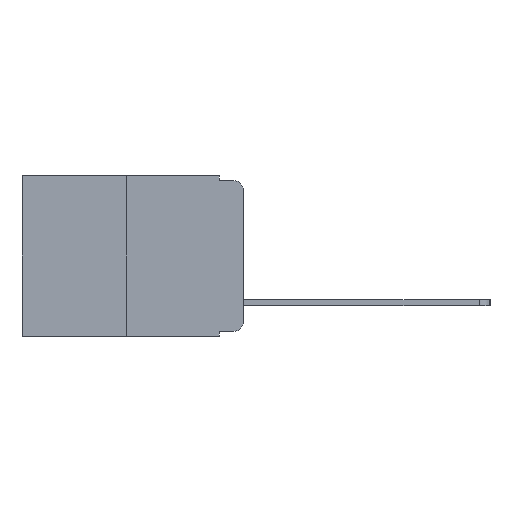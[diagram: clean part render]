
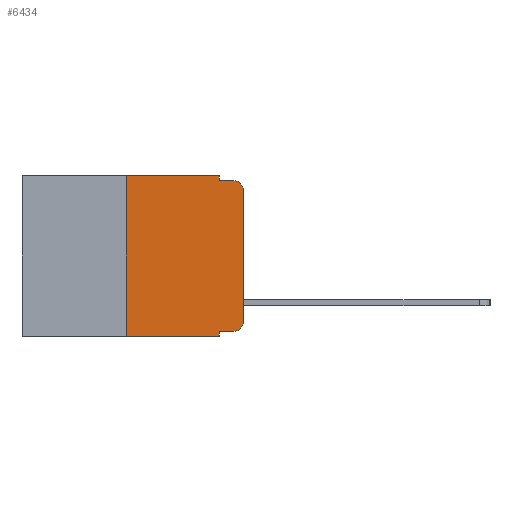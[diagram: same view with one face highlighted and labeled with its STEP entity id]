
A CAD part, left-side view. The second image highlights one B-rep face of the part: STEP entity #6434.
In plain terms, the highlighted planar face has unit normal (-1, 0, 0).
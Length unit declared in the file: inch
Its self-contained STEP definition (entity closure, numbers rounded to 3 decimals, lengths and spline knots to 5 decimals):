
#68 = LINE ( 'NONE', #21882, #14418 ) ;
#83 = VECTOR ( 'NONE', #5758, 39.37008 ) ;
#871 = DIRECTION ( 'NONE',  ( 0., 0., 1. ) ) ;
#1093 = DIRECTION ( 'NONE',  ( 0., 0., 1. ) ) ;
#1232 = DIRECTION ( 'NONE',  ( 0., 0., -1. ) ) ;
#1342 = DIRECTION ( 'NONE',  ( 0., 0., -1. ) ) ;
#1743 = LINE ( 'NONE', #5149, #19708 ) ;
#1778 = ORIENTED_EDGE ( 'NONE', *, *, #4917, .T. ) ;
#2051 = ORIENTED_EDGE ( 'NONE', *, *, #21334, .F. ) ;
#2555 = DIRECTION ( 'NONE',  ( 1., 0., 0. ) ) ;
#2826 = ORIENTED_EDGE ( 'NONE', *, *, #3691, .F. ) ;
#2872 = VERTEX_POINT ( 'NONE', #3194 ) ;
#3194 = CARTESIAN_POINT ( 'NONE',  ( 0., 0.051, -0.333 ) ) ;
#3310 = CIRCLE ( 'NONE', #5027, 0.02 ) ;
#3407 = ORIENTED_EDGE ( 'NONE', *, *, #8608, .T. ) ;
#3691 = EDGE_CURVE ( 'NONE', #17484, #20384, #14431, .T. ) ;
#3906 = CARTESIAN_POINT ( 'NONE',  ( 0., 0.051, -0.01 ) ) ;
#4752 = CIRCLE ( 'NONE', #18140, 0.02 ) ;
#4917 = EDGE_CURVE ( 'NONE', #15230, #20384, #3310, .T. ) ;
#5027 = AXIS2_PLACEMENT_3D ( 'NONE', #22087, #12263, #1342 ) ;
#5149 = CARTESIAN_POINT ( 'NONE',  ( 0., 0.051, 0. ) ) ;
#5189 = DIRECTION ( 'NONE',  ( 0., -1., 0. ) ) ;
#5549 = EDGE_CURVE ( 'NONE', #21949, #9993, #7336, .T. ) ;
#5758 = DIRECTION ( 'NONE',  ( 0., -1., 0. ) ) ;
#6306 = EDGE_LOOP ( 'NONE', ( #3407, #1778, #2826, #2051, #7057, #15595, #13008, #6560, #6620, #8761 ) ) ;
#6335 = VERTEX_POINT ( 'NONE', #11351 ) ;
#6434 = ADVANCED_FACE ( 'NONE', ( #11998 ), #8069, .F. ) ;
#6560 = ORIENTED_EDGE ( 'NONE', *, *, #19142, .F. ) ;
#6620 = ORIENTED_EDGE ( 'NONE', *, *, #16942, .T. ) ;
#7001 = DIRECTION ( 'NONE',  ( 0., 0., -1. ) ) ;
#7024 = CARTESIAN_POINT ( 'NONE',  ( 0., 0.25, -0.343 ) ) ;
#7057 = ORIENTED_EDGE ( 'NONE', *, *, #11020, .F. ) ;
#7336 = LINE ( 'NONE', #14243, #20247 ) ;
#7950 = VERTEX_POINT ( 'NONE', #8026 ) ;
#8026 = CARTESIAN_POINT ( 'NONE',  ( 0., 0.051, 0. ) ) ;
#8069 = PLANE ( 'NONE',  #21179 ) ;
#8608 = EDGE_CURVE ( 'NONE', #10584, #15230, #16359, .T. ) ;
#8761 = ORIENTED_EDGE ( 'NONE', *, *, #15806, .T. ) ;
#8970 = CARTESIAN_POINT ( 'NONE',  ( 0., 0.02, -0.01 ) ) ;
#8974 = CARTESIAN_POINT ( 'NONE',  ( 0., 0., -0.03 ) ) ;
#9993 = VERTEX_POINT ( 'NONE', #16463 ) ;
#10584 = VERTEX_POINT ( 'NONE', #18690 ) ;
#10770 = LINE ( 'NONE', #13867, #11331 ) ;
#11020 = EDGE_CURVE ( 'NONE', #21931, #7950, #21145, .T. ) ;
#11331 = VECTOR ( 'NONE', #5189, 39.37008 ) ;
#11351 = CARTESIAN_POINT ( 'NONE',  ( 0., 0.02, -0.333 ) ) ;
#11489 = CARTESIAN_POINT ( 'NONE',  ( 0., 0.473, 0. ) ) ;
#11648 = CARTESIAN_POINT ( 'NONE',  ( 0., 0.473, 0. ) ) ;
#11826 = VECTOR ( 'NONE', #12207, 39.37008 ) ;
#11998 = FACE_OUTER_BOUND ( 'NONE', #6306, .T. ) ;
#12165 = DIRECTION ( 'NONE',  ( -1., 0., 0. ) ) ;
#12207 = DIRECTION ( 'NONE',  ( 0., 0., -1. ) ) ;
#12263 = DIRECTION ( 'NONE',  ( -1., 0., 0. ) ) ;
#12932 = VECTOR ( 'NONE', #16457, 39.37008 ) ;
#13008 = ORIENTED_EDGE ( 'NONE', *, *, #5549, .T. ) ;
#13867 = CARTESIAN_POINT ( 'NONE',  ( 0., 0.051, -0.333 ) ) ;
#14243 = CARTESIAN_POINT ( 'NONE',  ( 0., 0.473, -0.343 ) ) ;
#14418 = VECTOR ( 'NONE', #1093, 39.37008 ) ;
#14431 = LINE ( 'NONE', #3906, #83 ) ;
#14924 = DIRECTION ( 'NONE',  ( 0., 0., -1. ) ) ;
#15230 = VERTEX_POINT ( 'NONE', #8974 ) ;
#15595 = ORIENTED_EDGE ( 'NONE', *, *, #20228, .F. ) ;
#15806 = EDGE_CURVE ( 'NONE', #6335, #10584, #4752, .T. ) ;
#16158 = LINE ( 'NONE', #17094, #11826 ) ;
#16359 = LINE ( 'NONE', #21764, #20211 ) ;
#16457 = DIRECTION ( 'NONE',  ( 0., -1., 0. ) ) ;
#16463 = CARTESIAN_POINT ( 'NONE',  ( 0., 0.051, -0.343 ) ) ;
#16942 = EDGE_CURVE ( 'NONE', #2872, #6335, #10770, .T. ) ;
#17094 = CARTESIAN_POINT ( 'NONE',  ( 0., 0.051, 0. ) ) ;
#17141 = CARTESIAN_POINT ( 'NONE',  ( 0., 0.25, 0. ) ) ;
#17484 = VERTEX_POINT ( 'NONE', #21750 ) ;
#17594 = DIRECTION ( 'NONE',  ( 0., -1., 0. ) ) ;
#18140 = AXIS2_PLACEMENT_3D ( 'NONE', #21981, #12165, #1232 ) ;
#18690 = CARTESIAN_POINT ( 'NONE',  ( 0., 0., -0.313 ) ) ;
#19142 = EDGE_CURVE ( 'NONE', #2872, #9993, #1743, .T. ) ;
#19708 = VECTOR ( 'NONE', #7001, 39.37008 ) ;
#20211 = VECTOR ( 'NONE', #871, 39.37008 ) ;
#20228 = EDGE_CURVE ( 'NONE', #21949, #21931, #68, .T. ) ;
#20247 = VECTOR ( 'NONE', #17594, 39.37008 ) ;
#20384 = VERTEX_POINT ( 'NONE', #8970 ) ;
#21145 = LINE ( 'NONE', #11489, #12932 ) ;
#21179 = AXIS2_PLACEMENT_3D ( 'NONE', #11648, #2555, #14924 ) ;
#21334 = EDGE_CURVE ( 'NONE', #7950, #17484, #16158, .T. ) ;
#21750 = CARTESIAN_POINT ( 'NONE',  ( 0., 0.051, -0.01 ) ) ;
#21764 = CARTESIAN_POINT ( 'NONE',  ( 0., 0., 0. ) ) ;
#21882 = CARTESIAN_POINT ( 'NONE',  ( 0., 0.25, 0. ) ) ;
#21931 = VERTEX_POINT ( 'NONE', #17141 ) ;
#21949 = VERTEX_POINT ( 'NONE', #7024 ) ;
#21981 = CARTESIAN_POINT ( 'NONE',  ( 0., 0.02, -0.313 ) ) ;
#22087 = CARTESIAN_POINT ( 'NONE',  ( 0., 0.02, -0.03 ) ) ;
